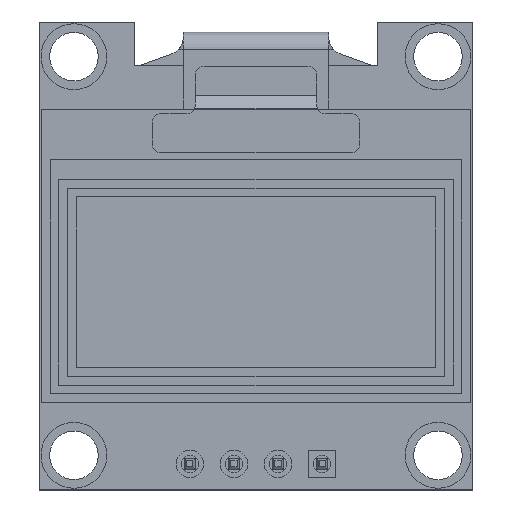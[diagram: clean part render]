
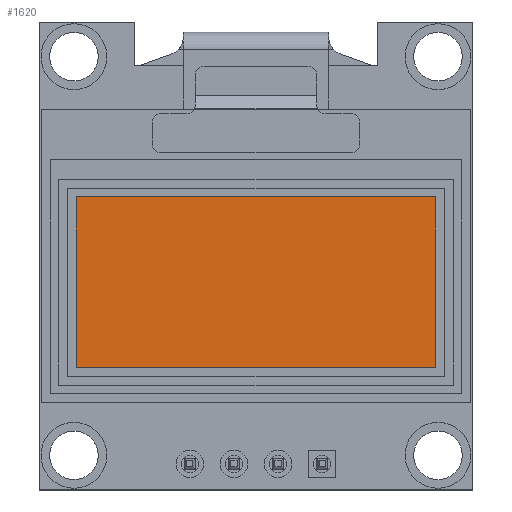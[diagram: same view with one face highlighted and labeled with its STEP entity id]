
A CAD part, top view. The second image highlights one B-rep face of the part: STEP entity #1620.
In plain terms, the highlighted planar face has unit normal (0, 0, 1).
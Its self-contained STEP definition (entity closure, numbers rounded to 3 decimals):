
#1478=CARTESIAN_POINT('',(-10.37,3.41,5.24));
#1479=VERTEX_POINT('',#1478);
#1480=CARTESIAN_POINT('',(-10.37,-6.45,5.24));
#1481=VERTEX_POINT('',#1480);
#1482=CARTESIAN_POINT('',(-10.37,3.41,5.24));
#1483=DIRECTION('',(0.,-1.,0.));
#1484=VECTOR('',#1483,9.86);
#1485=LINE('',#1482,#1484);
#1486=EDGE_CURVE('NONE',#1479,#1481,#1485,.T.);
#1518=CARTESIAN_POINT('',(10.37,-6.45,5.24));
#1519=VERTEX_POINT('',#1518);
#1520=CARTESIAN_POINT('',(-10.37,-6.45,5.24));
#1521=DIRECTION('',(1.,0.,-0.));
#1522=VECTOR('',#1521,20.74);
#1523=LINE('',#1520,#1522);
#1524=EDGE_CURVE('NONE',#1481,#1519,#1523,.T.);
#1549=CARTESIAN_POINT('',(10.37,3.41,5.24));
#1550=VERTEX_POINT('',#1549);
#1551=CARTESIAN_POINT('',(10.37,-6.45,5.24));
#1552=DIRECTION('',(-0.,1.,-0.));
#1553=VECTOR('',#1552,9.86);
#1554=LINE('',#1551,#1553);
#1555=EDGE_CURVE('NONE',#1519,#1550,#1554,.T.);
#1580=CARTESIAN_POINT('',(10.37,3.41,5.24));
#1581=DIRECTION('',(-1.,-0.,0.));
#1582=VECTOR('',#1581,20.74);
#1583=LINE('',#1580,#1582);
#1584=EDGE_CURVE('NONE',#1550,#1479,#1583,.T.);
#1609=CARTESIAN_POINT('',(0.,-0.,5.24));
#1610=DIRECTION('',(0.,0.,1.));
#1611=DIRECTION('',(-0.,1.,-0.));
#1612=AXIS2_PLACEMENT_3D('',#1609,#1610,#1611);
#1613=PLANE('',#1612);
#1614=ORIENTED_EDGE('',*,*,#1584,.T.);
#1615=ORIENTED_EDGE('',*,*,#1486,.T.);
#1616=ORIENTED_EDGE('',*,*,#1524,.T.);
#1617=ORIENTED_EDGE('',*,*,#1555,.T.);
#1618=EDGE_LOOP('',(#1614,#1615,#1616,#1617));
#1619=FACE_BOUND('',#1618,.T.);
#1620=ADVANCED_FACE('NONE',(#1619),#1613,.T.);
